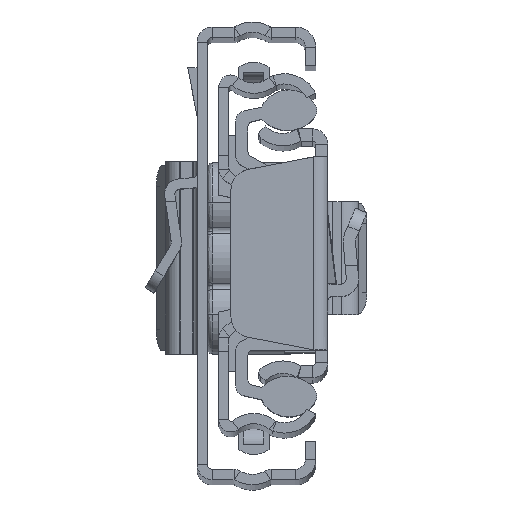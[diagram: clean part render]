
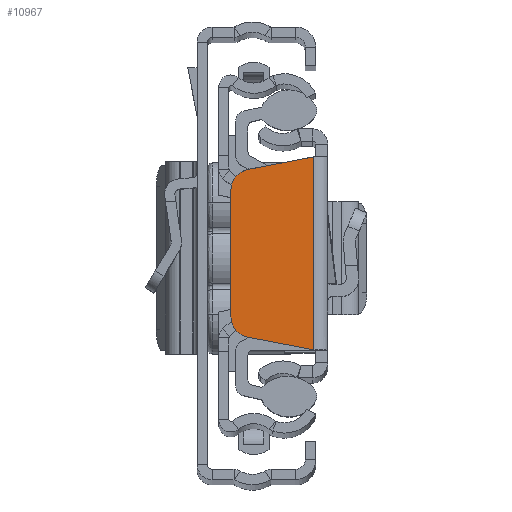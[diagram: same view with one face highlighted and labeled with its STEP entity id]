
A CAD part, top view. The second image highlights one B-rep face of the part: STEP entity #10967.
In plain terms, the highlighted planar face has unit normal (0, 0, 1).
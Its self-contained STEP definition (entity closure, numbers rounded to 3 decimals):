
#671 = EDGE_CURVE ( 'NONE', #17739, #3876, #1566, .T. ) ;
#777 = DIRECTION ( 'NONE',  ( 0., 0., 1. ) ) ;
#797 = DIRECTION ( 'NONE',  ( 0., 0., -1. ) ) ;
#909 = FACE_OUTER_BOUND ( 'NONE', #7457, .T. ) ;
#1325 = CARTESIAN_POINT ( 'NONE',  ( -7.778, -8.147, 0. ) ) ;
#1566 = CIRCLE ( 'NONE', #9796, 2. ) ;
#2844 = LINE ( 'NONE', #20641, #8428 ) ;
#2970 = CARTESIAN_POINT ( 'NONE',  ( -1.36, -9.379, 0. ) ) ;
#3082 = LINE ( 'NONE', #4691, #11570 ) ;
#3724 = CARTESIAN_POINT ( 'NONE',  ( -1.36, -9.379, 0. ) ) ;
#3876 = VERTEX_POINT ( 'NONE', #1325 ) ;
#4530 = CARTESIAN_POINT ( 'NONE',  ( -1.36, 9.379, 0. ) ) ;
#4691 = CARTESIAN_POINT ( 'NONE',  ( -1.786, 9.298, 0. ) ) ;
#4710 = ORIENTED_EDGE ( 'NONE', *, *, #671, .T. ) ;
#5064 = ORIENTED_EDGE ( 'NONE', *, *, #7239, .T. ) ;
#5552 = DIRECTION ( 'NONE',  ( 0., -1., 0. ) ) ;
#5661 = ORIENTED_EDGE ( 'NONE', *, *, #16909, .T. ) ;
#5664 = EDGE_CURVE ( 'NONE', #12629, #11901, #14945, .T. ) ;
#5854 = DIRECTION ( 'NONE',  ( -1., 0., 0. ) ) ;
#6117 = CARTESIAN_POINT ( 'NONE',  ( -9.401, -6.183, 0. ) ) ;
#6606 = ORIENTED_EDGE ( 'NONE', *, *, #5664, .F. ) ;
#7038 = EDGE_CURVE ( 'NONE', #12629, #15453, #3082, .T. ) ;
#7183 = ORIENTED_EDGE ( 'NONE', *, *, #11035, .T. ) ;
#7239 = EDGE_CURVE ( 'NONE', #11754, #17739, #17845, .T. ) ;
#7457 = EDGE_LOOP ( 'NONE', ( #5064, #4710, #5661, #6606, #8449, #7183 ) ) ;
#8428 = VECTOR ( 'NONE', #9487, 1000. ) ;
#8449 = ORIENTED_EDGE ( 'NONE', *, *, #7038, .T. ) ;
#8937 = CARTESIAN_POINT ( 'NONE',  ( 0., 0., 0. ) ) ;
#9110 = DIRECTION ( 'NONE',  ( -1., 0., 0. ) ) ;
#9487 = DIRECTION ( 'NONE',  ( 0.982, -0.189, 0. ) ) ;
#9796 = AXIS2_PLACEMENT_3D ( 'NONE', #13737, #777, #13412 ) ;
#10967 = ADVANCED_FACE ( 'NONE', ( #909 ), #17074, .F. ) ;
#11035 = EDGE_CURVE ( 'NONE', #15453, #11754, #17609, .T. ) ;
#11211 = DIRECTION ( 'NONE',  ( -0.982, -0.189, 0. ) ) ;
#11570 = VECTOR ( 'NONE', #11211, 1000. ) ;
#11641 = CARTESIAN_POINT ( 'NONE',  ( -7.778, 8.147, 0. ) ) ;
#11754 = VERTEX_POINT ( 'NONE', #12061 ) ;
#11901 = VERTEX_POINT ( 'NONE', #2970 ) ;
#12061 = CARTESIAN_POINT ( 'NONE',  ( -9.401, 6.183, 0. ) ) ;
#12629 = VERTEX_POINT ( 'NONE', #4530 ) ;
#13142 = AXIS2_PLACEMENT_3D ( 'NONE', #8937, #797, #5854 ) ;
#13412 = DIRECTION ( 'NONE',  ( -1., 0., 0. ) ) ;
#13737 = CARTESIAN_POINT ( 'NONE',  ( -7.401, -6.183, 0. ) ) ;
#13843 = AXIS2_PLACEMENT_3D ( 'NONE', #18851, #14039, #9110 ) ;
#14039 = DIRECTION ( 'NONE',  ( 0., 0., 1. ) ) ;
#14945 = LINE ( 'NONE', #3724, #16015 ) ;
#15453 = VERTEX_POINT ( 'NONE', #11641 ) ;
#16015 = VECTOR ( 'NONE', #5552, 1000. ) ;
#16342 = VECTOR ( 'NONE', #21068, 1000. ) ;
#16909 = EDGE_CURVE ( 'NONE', #3876, #11901, #2844, .T. ) ;
#17074 = PLANE ( 'NONE',  #13142 ) ;
#17609 = CIRCLE ( 'NONE', #13843, 2. ) ;
#17739 = VERTEX_POINT ( 'NONE', #6117 ) ;
#17845 = LINE ( 'NONE', #20767, #16342 ) ;
#18851 = CARTESIAN_POINT ( 'NONE',  ( -7.401, 6.183, 0. ) ) ;
#20641 = CARTESIAN_POINT ( 'NONE',  ( -1.786, -9.298, 0. ) ) ;
#20767 = CARTESIAN_POINT ( 'NONE',  ( -9.401, 0., 0. ) ) ;
#21068 = DIRECTION ( 'NONE',  ( 0., -1., 0. ) ) ;
